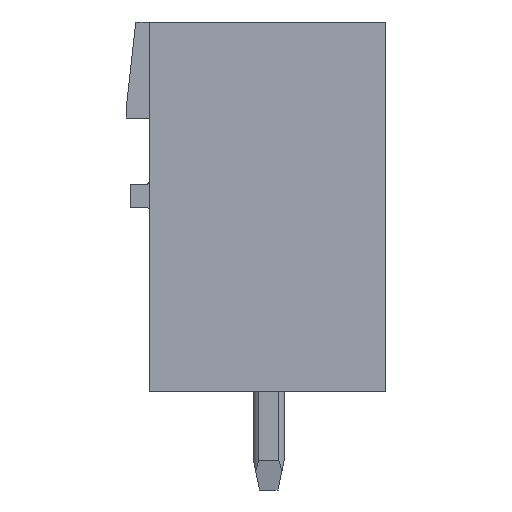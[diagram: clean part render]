
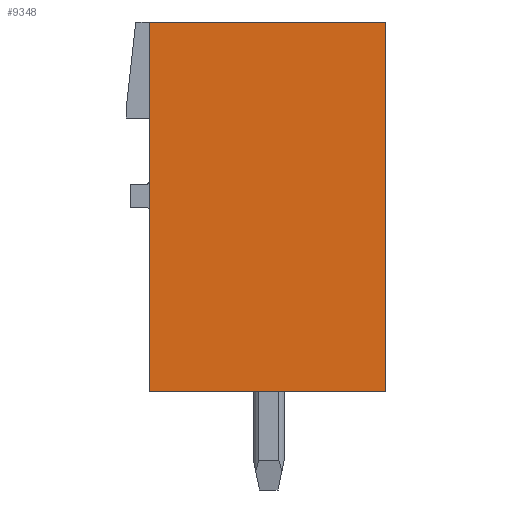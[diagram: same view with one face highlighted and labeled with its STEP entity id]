
A CAD part, left-side view. The second image highlights one B-rep face of the part: STEP entity #9348.
In plain terms, the highlighted planar face has unit normal (-1, 0, 0).
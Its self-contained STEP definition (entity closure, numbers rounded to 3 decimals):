
#9340=AXIS2_PLACEMENT_3D('Plane Axis2P3D',#9337,#9338,#9339) ;
#49=CARTESIAN_POINT('Vertex',(0.,0.,15.2)) ;
#52=CARTESIAN_POINT('Line Origine',(0.,0.,9.2)) ;
#56=CARTESIAN_POINT('Vertex',(0.,0.,3.2)) ;
#115=CARTESIAN_POINT('Vertex',(0.,7.68,15.2)) ;
#118=CARTESIAN_POINT('Line Origine',(0.,3.84,15.2)) ;
#2059=CARTESIAN_POINT('Vertex',(0.,7.68,3.2)) ;
#2062=CARTESIAN_POINT('Line Origine',(0.,7.68,9.2)) ;
#2348=CARTESIAN_POINT('Line Origine',(0.,3.84,3.2)) ;
#9337=CARTESIAN_POINT('Axis2P3D Location',(0.,0.,0.)) ;
#53=DIRECTION('Vector Direction',(0.,0.,-1.)) ;
#119=DIRECTION('Vector Direction',(0.,-1.,0.)) ;
#2063=DIRECTION('Vector Direction',(0.,0.,-1.)) ;
#2349=DIRECTION('Vector Direction',(0.,1.,0.)) ;
#9338=DIRECTION('Axis2P3D Direction',(-1.,0.,0.)) ;
#9339=DIRECTION('Axis2P3D XDirection',(0.,0.,1.)) ;
#54=VECTOR('Line Direction',#53,1.) ;
#120=VECTOR('Line Direction',#119,1.) ;
#2064=VECTOR('Line Direction',#2063,1.) ;
#2350=VECTOR('Line Direction',#2349,1.) ;
#9343=ORIENTED_EDGE('',*,*,#122,.T.) ;
#9344=ORIENTED_EDGE('',*,*,#2066,.T.) ;
#9345=ORIENTED_EDGE('',*,*,#2352,.T.) ;
#9346=ORIENTED_EDGE('',*,*,#58,.T.) ;
#9348=ADVANCED_FACE('HOUSING',(#9347),#9341,.T.) ;
#58=EDGE_CURVE('',#57,#50,#55,.F.) ;
#122=EDGE_CURVE('',#50,#116,#121,.F.) ;
#2066=EDGE_CURVE('',#116,#2060,#2065,.T.) ;
#2352=EDGE_CURVE('',#2060,#57,#2351,.F.) ;
#9342=EDGE_LOOP('',(#9343,#9344,#9345,#9346)) ;
#9347=FACE_OUTER_BOUND('',#9342,.T.) ;
#55=LINE('Line',#52,#54) ;
#121=LINE('Line',#118,#120) ;
#2065=LINE('Line',#2062,#2064) ;
#2351=LINE('Line',#2348,#2350) ;
#9341=PLANE('',#9340) ;
#50=VERTEX_POINT('',#49) ;
#57=VERTEX_POINT('',#56) ;
#116=VERTEX_POINT('',#115) ;
#2060=VERTEX_POINT('',#2059) ;
